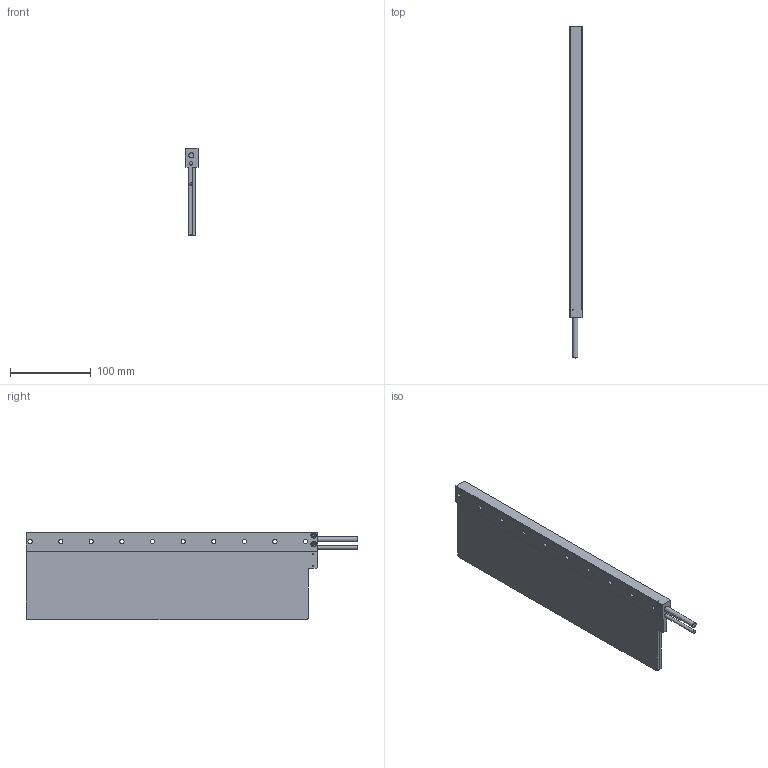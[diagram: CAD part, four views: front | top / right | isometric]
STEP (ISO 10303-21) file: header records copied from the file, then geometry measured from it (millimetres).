
FILE_DESCRIPTION( ( '-' ), '1' );
FILE_NAME( 'Coilunit UX 9_160607.stp', '20-04-2016', ( 'P.Eikelboom' ), ( 'Technotion' ), 'PSStep 16.0.42', '-', ' ' );
FILE_SCHEMA( ( 'AUTOMOTIVE_DESIGN { 1 0 10303 214 1 1 1 1 }' ) );
Length unit declared in the file: millimetre
Products named in the file (1): 4022 363 05421_130513
Bounding box: 15 x 412 x 108.8 mm (x, y, z)
Surface area: 94277.3 mm2 (no closed solid volume)
Topology: 0 solids, 122 shells, 122 faces, 638 edges, 614 vertices
Faces by surface type: plane 60, cylinder 58, cone 4
Full cylindrical faces by diameter (mm): 1.6 x2, 3 x2, 3.2 x2, 4.3 x1, 5.3 x10, 5.7 x2, 6.4 x1
Entity records: 7238 total; most frequent: CARTESIAN_POINT 1439, DIRECTION 1066, ORIENTED_EDGE 604, EDGE_CURVE 604, VERTEX_POINT 604, LINE 364, VECTOR 364, AXIS2_PLACEMENT_3D 351
